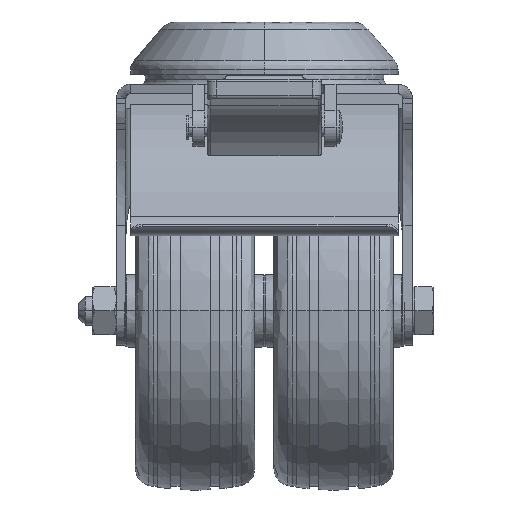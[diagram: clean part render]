
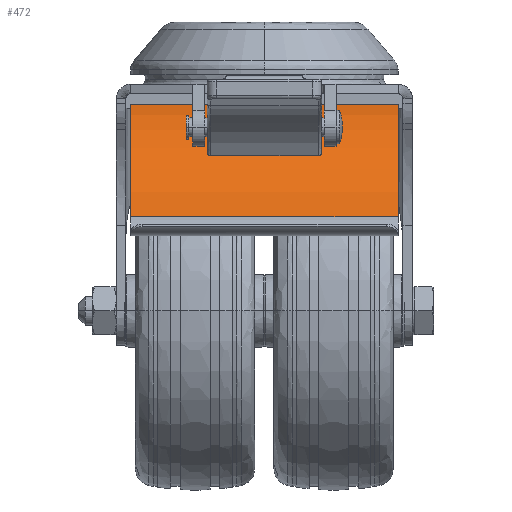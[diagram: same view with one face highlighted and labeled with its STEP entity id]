
A CAD part, top view. The second image highlights one B-rep face of the part: STEP entity #472.
In plain terms, the highlighted cylindrical face has radius 33.8 mm (diameter 67.6 mm), a partial arc.
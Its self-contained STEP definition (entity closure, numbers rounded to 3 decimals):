
#370 = VERTEX_POINT ( 'NONE', #2688 ) ;
#372 = EDGE_CURVE ( 'NONE', #409, #370, #2687, .T. ) ;
#409 = VERTEX_POINT ( 'NONE', #2913 ) ;
#468 = EDGE_LOOP ( 'NONE', ( #508, #513, #509, #551 ) ) ;
#472 = ADVANCED_FACE ( 'NONE', ( #3121 ), #3074, .T. ) ;
#477 = EDGE_CURVE ( 'NONE', #409, #552, #3091, .T. ) ;
#481 = EDGE_CURVE ( 'NONE', #539, #552, #3081, .T. ) ;
#508 = ORIENTED_EDGE ( 'NONE', *, *, #531, .T. ) ;
#509 = ORIENTED_EDGE ( 'NONE', *, *, #477, .F. ) ;
#513 = ORIENTED_EDGE ( 'NONE', *, *, #481, .T. ) ;
#531 = EDGE_CURVE ( 'NONE', #370, #539, #3366, .T. ) ;
#539 = VERTEX_POINT ( 'NONE', #3211 ) ;
#551 = ORIENTED_EDGE ( 'NONE', *, *, #372, .T. ) ;
#552 = VERTEX_POINT ( 'NONE', #3320 ) ;
#2684 = DIRECTION ( 'NONE',  ( 1., 0., 0. ) ) ;
#2685 = VECTOR ( 'NONE', #2684, 1000. ) ;
#2686 = CARTESIAN_POINT ( 'NONE',  ( 30.8, -40.895, 70.919 ) ) ;
#2687 = LINE ( 'NONE', #2686, #2685 ) ;
#2688 = CARTESIAN_POINT ( 'NONE',  ( 28., -40.895, 70.919 ) ) ;
#2913 = CARTESIAN_POINT ( 'NONE',  ( -28., -40.895, 70.919 ) ) ;
#3074 = CYLINDRICAL_SURFACE ( 'NONE', #3109, 33.8 ) ;
#3078 = DIRECTION ( 'NONE',  ( -1., 0., 0. ) ) ;
#3079 = VECTOR ( 'NONE', #3078, 1000. ) ;
#3080 = CARTESIAN_POINT ( 'NONE',  ( -31.9, -17.255, 49.956 ) ) ;
#3081 = LINE ( 'NONE', #3080, #3079 ) ;
#3090 = AXIS2_PLACEMENT_3D ( 'NONE', #3141, #3140, #3127 ) ;
#3091 = CIRCLE ( 'NONE', #3090, 33.8 ) ;
#3099 = DIRECTION ( 'NONE',  ( -1., 0., 0. ) ) ;
#3100 = CARTESIAN_POINT ( 'NONE',  ( 30.8, -48.9, 38.081 ) ) ;
#3109 = AXIS2_PLACEMENT_3D ( 'NONE', #3100, #3099, #3136 ) ;
#3121 = FACE_OUTER_BOUND ( 'NONE', #468, .T. ) ;
#3127 = DIRECTION ( 'NONE',  ( 0., 0., 1. ) ) ;
#3136 = DIRECTION ( 'NONE',  ( 0., 0., 1. ) ) ;
#3140 = DIRECTION ( 'NONE',  ( -1., 0., 0. ) ) ;
#3141 = CARTESIAN_POINT ( 'NONE',  ( -28., -48.9, 38.081 ) ) ;
#3211 = CARTESIAN_POINT ( 'NONE',  ( 28., -17.255, 49.956 ) ) ;
#3320 = CARTESIAN_POINT ( 'NONE',  ( -28., -17.255, 49.956 ) ) ;
#3362 = DIRECTION ( 'NONE',  ( 0., 0., 1. ) ) ;
#3363 = DIRECTION ( 'NONE',  ( -1., 0., 0. ) ) ;
#3364 = CARTESIAN_POINT ( 'NONE',  ( 28., -48.9, 38.081 ) ) ;
#3365 = AXIS2_PLACEMENT_3D ( 'NONE', #3364, #3363, #3362 ) ;
#3366 = CIRCLE ( 'NONE', #3365, 33.8 ) ;
